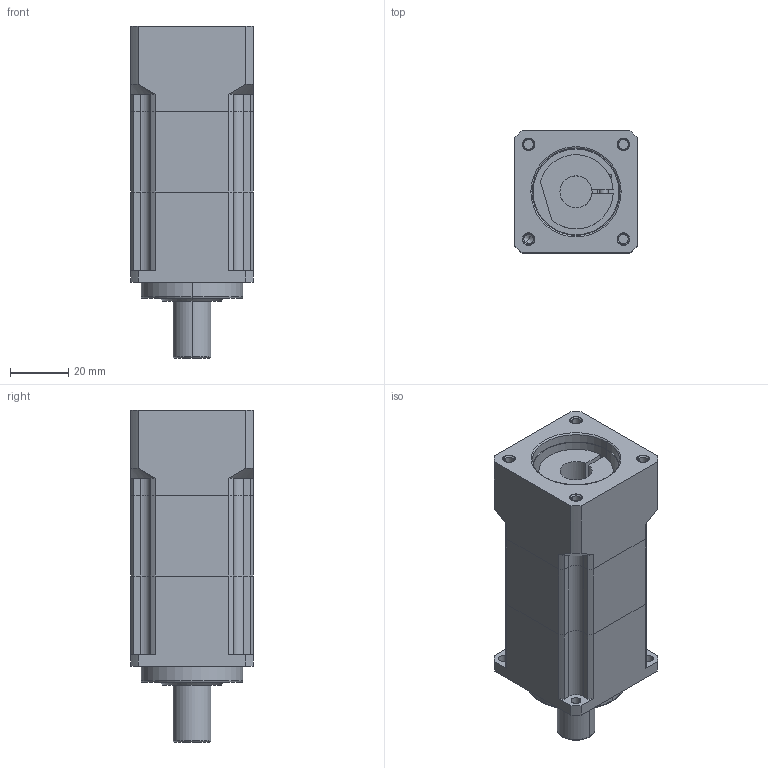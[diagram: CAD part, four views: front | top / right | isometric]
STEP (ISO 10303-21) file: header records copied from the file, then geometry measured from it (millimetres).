
FILE_DESCRIPTION((''),'2;1');
FILE_NAME('AF0422-P0401100102_ASM','2008-10-31T',('d00080'),(''),'PRO/ENGINEER BY PARAMETRIC TECHNOLOGY CORPORATION, 2006170','PRO/ENGINEER BY PARAMETRIC TECHNOLOGY CORPORATION, 2006170','');
FILE_SCHEMA(('CONFIG_CONTROL_DESIGN'));
Length unit declared in the file: millimetre
Products named in the file (4): AF0422; AB0422-1; P0401100102; AF0422-P0401100102_ASM
Assembly tree (3 placements, depth 2):
  AF0422-P0401100102_ASM
    AF0422
    AB0422-1
    P0401100102
Bounding box: 42 x 42 x 114 mm (x, y, z)
Volume: 135463.6 mm3; surface area: 30932.5 mm2
Topology: 3 solids, 8 shells, 199 faces, 513 edges, 334 vertices
Faces by surface type: cylinder 93, plane 78, cone 20, torus 8
Entity records: 6292 total; most frequent: DIRECTION 1155, CARTESIAN_POINT 1112, ORIENTED_EDGE 996, EDGE_CURVE 509, AXIS2_PLACEMENT_3D 445, VERTEX_POINT 334, VECTOR 265, LINE 265
